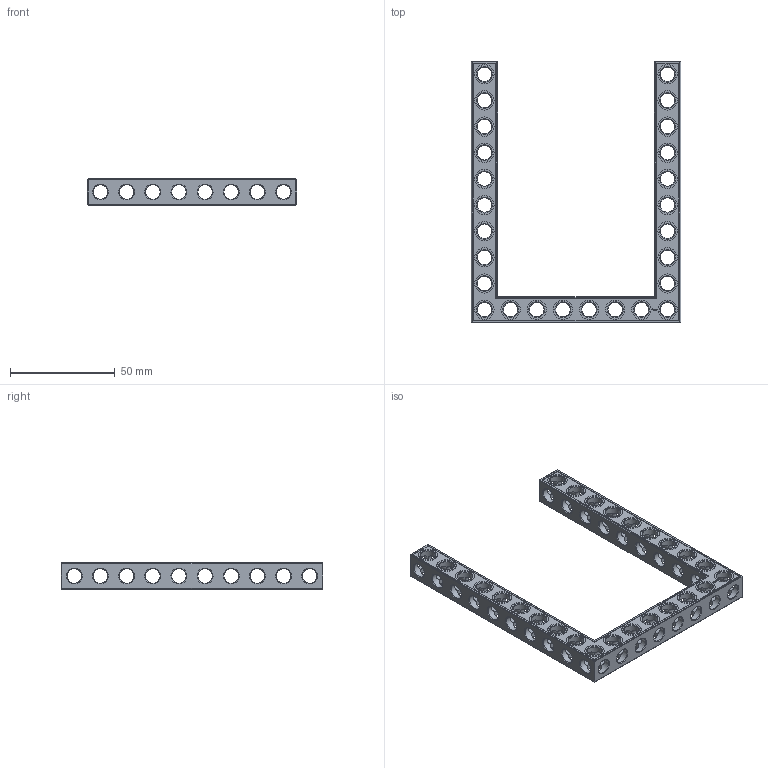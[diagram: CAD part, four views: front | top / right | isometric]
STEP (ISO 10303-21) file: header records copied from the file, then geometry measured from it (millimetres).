
FILE_DESCRIPTION(('FreeCAD Model'),'2;1');
FILE_NAME('Open CASCADE Shape Model','2022-02-23T21:41:43',( 'Paulo Kiefe'),('STEMFIE.org'),'Open CASCADE STEP processor 7.5', 'FreeCAD','Unknown');
FILE_SCHEMA(('AUTOMOTIVE_DESIGN { 1 0 10303 214 1 1 1 1 }'));
Products named in the file (1): Beam AGD ESS USH SYM BU08x10x01 - SPN-BEM-0412 (stemfie.org)
Bounding box: 100 x 125 x 12.5 mm (x, y, z)
Volume: 25406.8 mm3; surface area: 22751.9 mm2
Topology: 1 solids, 1 shells, 795 faces, 2370 edges, 1532 vertices
Faces by surface type: plane 412, cylinder 157, extrusion 120, cone 106
Full cylindrical faces by diameter (mm): 6.98 x22, 7 x109, 9.2 x26
Entity records: 152580 total; most frequent: CARTESIAN_POINT 107932, DIRECTION 7326, VECTOR 4814, ORIENTED_EDGE 4740, PCURVE 4740, DEFINITIONAL_REPRESENTATION 4740, LINE 4694, EDGE_CURVE 2370
